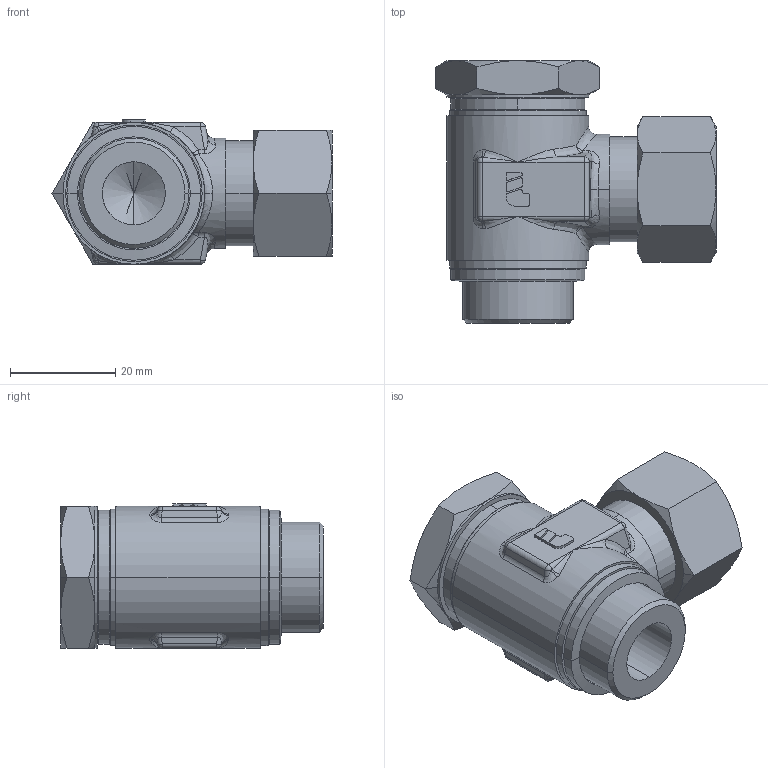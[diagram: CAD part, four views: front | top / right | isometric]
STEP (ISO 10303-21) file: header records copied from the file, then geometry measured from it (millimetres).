
FILE_DESCRIPTION(('STEP AP214'),'1');
FILE_NAME('0118_14_21.stp','2016-07-07T14:22:12',('TraceParts'),('TraceParts S.A.'),'Spatial InterOp 3D',' ',' ');
FILE_SCHEMA(('automotive_design'));
Length unit declared in the file: millimetre
Products named in the file (4): 0118-14-21_ASM|Next assembly relationship#22275-20;22275-20
Bounding box: 53.32 x 50 x 27.5 mm (x, y, z)
Volume: 24646 mm3; surface area: 16463.7 mm2
Topology: 4 solids, 4 shells, 257 faces, 577 edges, 332 vertices
Faces by surface type: cylinder 90, cone 60, plane 53, bspline 32, sphere 12, torus 10
Entity records: 9085 total; most frequent: CARTESIAN_POINT 3525, DIRECTION 1154, ORIENTED_EDGE 1150, EDGE_CURVE 575, AXIS2_PLACEMENT_3D 476, VERTEX_POINT 332, EDGE_LOOP 275, ADVANCED_FACE 257
